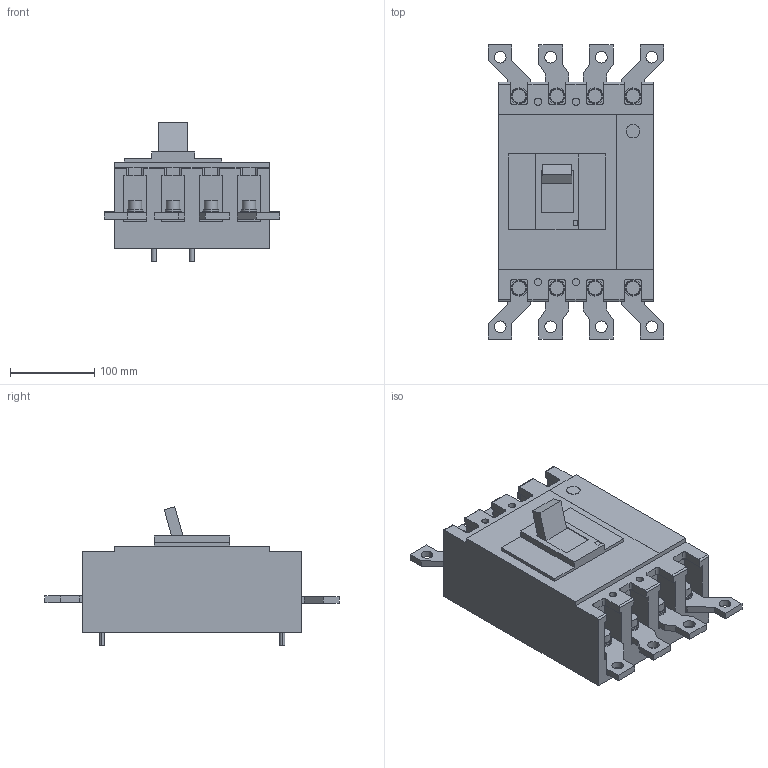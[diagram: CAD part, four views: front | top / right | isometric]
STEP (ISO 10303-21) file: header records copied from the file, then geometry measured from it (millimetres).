
FILE_DESCRIPTION (( 'STEP AP214' ), '1' );
FILE_NAME ('PS400NF4FB.STEP', '2023-01-20T11:01:44', ( 'CAD' ), ( '' ), 'SwSTEP 2.0', 'SolidWorks 2015', '' );
FILE_SCHEMA (( 'AUTOMOTIVE_DESIGN' ));
Length unit declared in the file: millimetre
Products named in the file (1): PS400NF4FB
Bounding box: 208 x 349 x 164.3 mm (x, y, z)
Volume: 4722687.5 mm3; surface area: 325786.3 mm2
Topology: 29 solids, 29 shells, 481 faces, 1134 edges, 756 vertices
Faces by surface type: plane 293, cylinder 188
Entity records: 16306 total; most frequent: DIRECTION 2474, CARTESIAN_POINT 2372, ORIENTED_EDGE 2268, EDGE_CURVE 1134, AXIS2_PLACEMENT_3D 858, LINE 758, VECTOR 758, VERTEX_POINT 756
